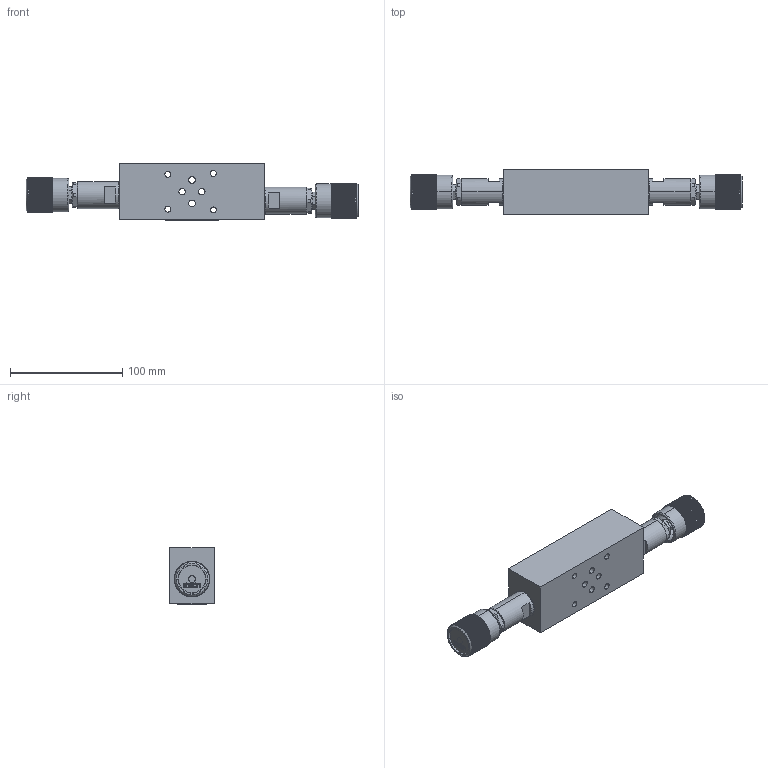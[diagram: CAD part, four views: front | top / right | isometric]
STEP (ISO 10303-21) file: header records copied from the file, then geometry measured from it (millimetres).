
FILE_DESCRIPTION (( 'STEP AP214' ), '1' );
FILE_NAME ('DV700-6-PA.STEP', '2021-08-24T08:32:16', ( '' ), ( '' ), 'SwSTEP 2.0', 'SolidWorks 2020', '' );
FILE_SCHEMA (( 'AUTOMOTIVE_DESIGN' ));
Length unit declared in the file: millimetre
Products named in the file (1): DV700-6-PA
Bounding box: 295.8 x 40 x 50.5 mm (x, y, z)
Volume: 318618.2 mm3; surface area: 68932.3 mm2
Topology: 16 solids, 16 shells, 1994 faces, 5405 edges, 3558 vertices
Faces by surface type: plane 1594, bspline 185, cylinder 120, cone 95
Entity records: 65352 total; most frequent: CARTESIAN_POINT 17591, ORIENTED_EDGE 10810, DIRECTION 8211, EDGE_CURVE 5405, LINE 3743, VECTOR 3743, VERTEX_POINT 3558, AXIS2_PLACEMENT_3D 2234
